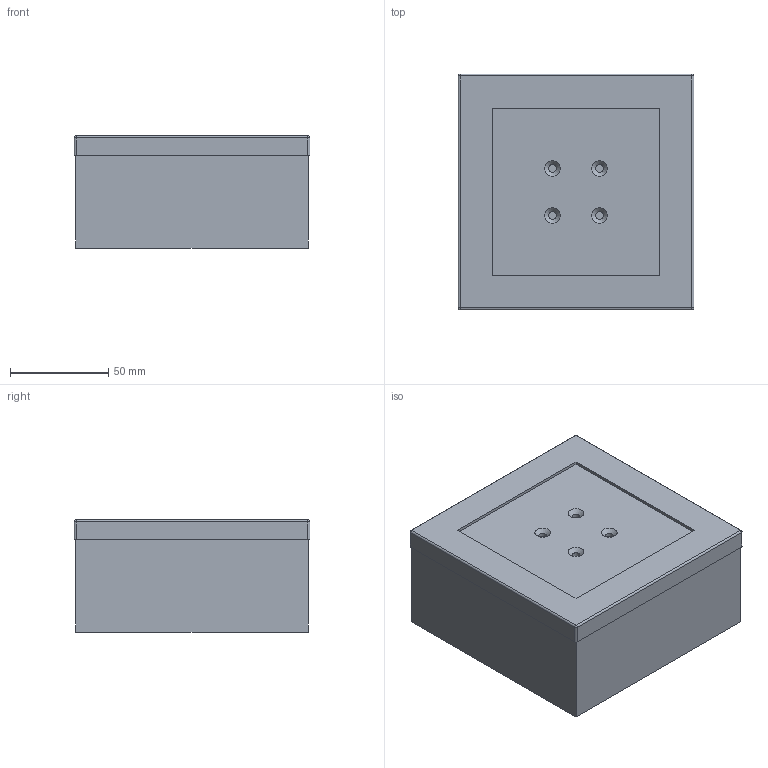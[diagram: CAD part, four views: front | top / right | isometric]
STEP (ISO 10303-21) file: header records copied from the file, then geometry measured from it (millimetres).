
FILE_DESCRIPTION(/* description */ ('Unknown'),/* implementation_level */ '2;1');
FILE_NAME(/* name */ 'SN 8030 D LED',/* time_stamp */ '2018-09-21T09:17:14+02:00',/* author */ ('Unknown'),/* organization */ ('Unknown'),/* preprocessor_version */ 'ST-DEVELOPER v16.7',/* originating_system */ 'DEX',/* authorisation */ $);
FILE_SCHEMA (('AUTOMOTIVE_DESIGN {1 0 10303 214 3 1 1}'));
Length unit declared in the file: millimetre
Products named in the file (1): SN 8030 D LED
Bounding box: 120 x 120 x 57 mm (x, y, z)
Volume: 792702.2 mm3; surface area: 56326.4 mm2
Topology: 1 solids, 1 shells, 40 faces, 84 edges, 48 vertices
Faces by surface type: plane 20, cylinder 12, cone 4, sphere 4
Full cylindrical faces by diameter (mm): 4 x4
Entity records: 1014 total; most frequent: DIRECTION 182, CARTESIAN_POINT 161, ORIENTED_EDGE 144, EDGE_CURVE 72, AXIS2_PLACEMENT_3D 69, EDGE_LOOP 54, FACE_BOUND 54, VERTEX_POINT 48
